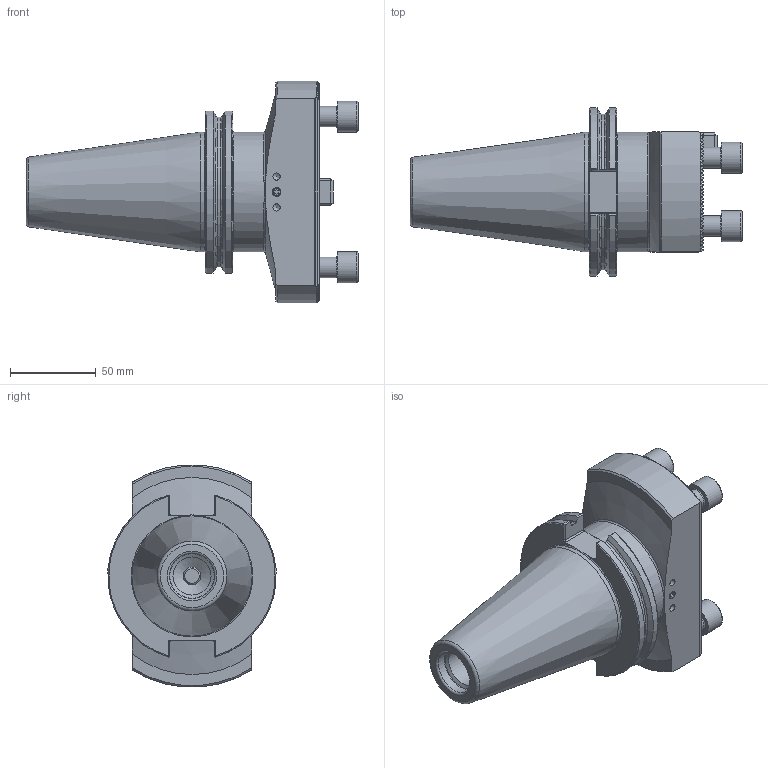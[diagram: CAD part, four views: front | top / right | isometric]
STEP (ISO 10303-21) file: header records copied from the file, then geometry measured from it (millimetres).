
FILE_DESCRIPTION (( 'STEP AP214' ), '1' );
FILE_NAME ('CT5.Ko1.K01.069.STEP', '2020-08-13T14:53:41', ( '' ), ( '' ), 'SwSTEP 2.0', 'SolidWorks 2017', '' );
FILE_SCHEMA (( 'AUTOMOTIVE_DESIGN' ));
Length unit declared in the file: millimetre
Products named in the file (7): ISO 4762 - M6 x 16; CT5.Ko1.K01.069; ISO 4026 - M5 x 8; DIN 908 - M12x1.5; ISO 4762 - M12 x 25; Ko1-ER1.001.016_A; CT5-Ko1.K01.069_A
Assembly tree (10 placements, depth 2):
  CT5.Ko1.K01.069
    CT5-Ko1.K01.069_A
    Ko1-ER1.001.016_A
    ISO 4762 - M6 x 16
    ISO 4762 - M12 x 25  x4
    DIN 908 - M12x1.5
    ISO 4026 - M5 x 8  x2
Bounding box: 193.8 x 98.08 x 129.58 mm (x, y, z)
Volume: 658596.2 mm3; surface area: 92513.9 mm2
Topology: 10 solids, 10 shells, 749 faces, 2067 edges, 1342 vertices
Faces by surface type: plane 495, cylinder 161, cone 64, torus 27, bspline 2
Full cylindrical faces by diameter (mm): 4.2 x6, 5 x3, 6 x1, 6.5 x1, 7.245 x1, 9.5 x1, 10 x1, 10.2 x8, 10.5 x2, 12 x5, 17 x1, 18 x4, 19 x1, 22.25 x1, 26.4 x1, 69.85 x2
Entity records: 23823 total; most frequent: CARTESIAN_POINT 7465, ORIENTED_EDGE 3594, DIRECTION 2825, EDGE_CURVE 1797, VERTEX_POINT 1214, AXIS2_PLACEMENT_3D 1050, EDGE_LOOP 761, VECTOR 725
